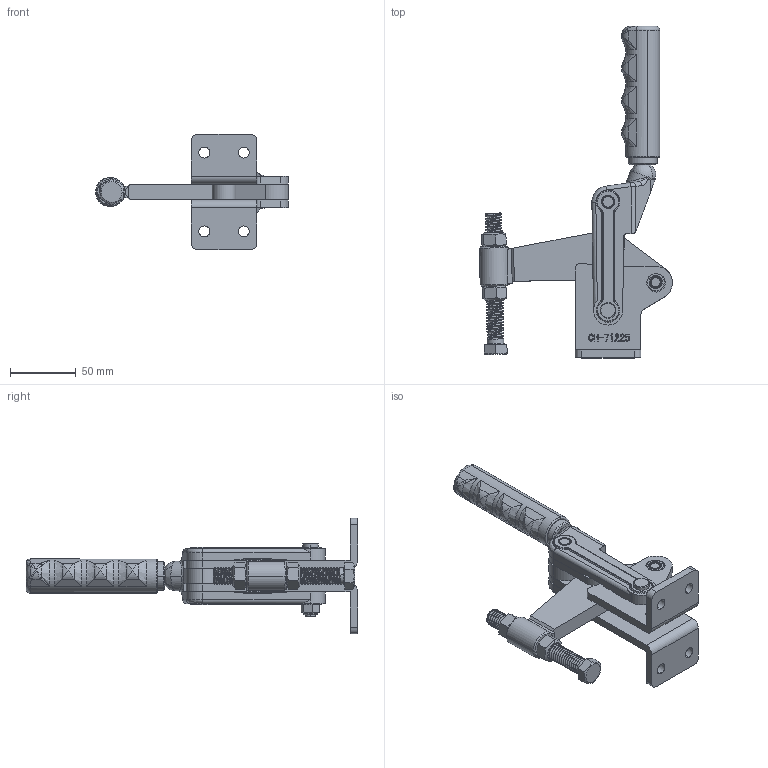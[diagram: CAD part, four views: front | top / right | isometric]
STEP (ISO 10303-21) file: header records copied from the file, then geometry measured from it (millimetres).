
FILE_DESCRIPTION (( 'STEP AP203' ), '1' );
FILE_NAME ('CH-71225.STEP', '2017-12-10T06:05:14', ( 'Windows' ), ( 'Microsoft' ), 'SwSTEP 2.0', 'SolidWorks 2015', '' );
FILE_SCHEMA (( 'CONFIG_CONTROL_DESIGN' ));
Length unit declared in the file: millimetre
Products named in the file (4): 225盓殤; 225掛; 225杶; CH-71225
Assembly tree (3 placements, depth 2):
  CH-71225
    225盓殤
    225掛
    225杶
Bounding box: 146.77 x 252.4 x 88 mm (x, y, z)
Volume: 285030.8 mm3; surface area: 116196.9 mm2
Topology: 28 solids, 28 shells, 2440 faces, 6857 edges, 4492 vertices
Faces by surface type: plane 991, cylinder 990, bspline 276, cone 180, torus 3
Entity records: 99784 total; most frequent: CARTESIAN_POINT 37508, ORIENTED_EDGE 13688, DIRECTION 12273, EDGE_CURVE 6844, VERTEX_POINT 4492, AXIS2_PLACEMENT_3D 4141, LINE 3991, VECTOR 3991
